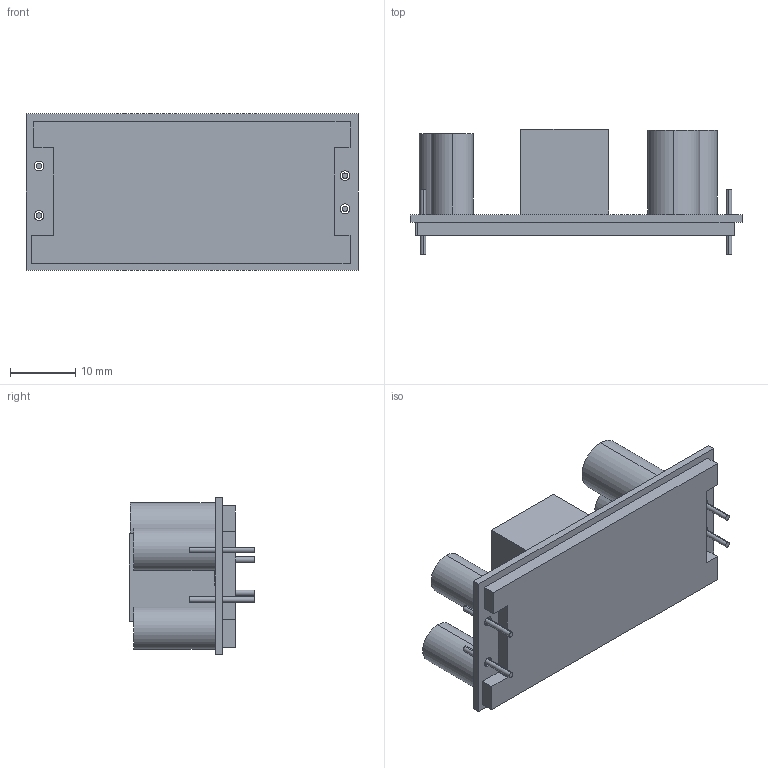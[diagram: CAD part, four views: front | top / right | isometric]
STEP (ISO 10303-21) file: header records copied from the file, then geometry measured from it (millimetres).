
FILE_DESCRIPTION (( 'STEP AP214' ), '1' );
FILE_NAME ('12V0.STEP', '2023-06-01T01:46:49', ( '' ), ( '' ), 'SwSTEP 2.0', 'SolidWorks 2016', '' );
FILE_SCHEMA (( 'AUTOMOTIVE_DESIGN' ));
Length unit declared in the file: millimetre
Products named in the file (1): 12V0
Bounding box: 51 x 19.3 x 24 mm (x, y, z)
Volume: 7882.3 mm3; surface area: 4918.6 mm2
Topology: 5 solids, 5 shells, 142 faces, 354 edges, 236 vertices
Faces by surface type: plane 80, bspline 38, cylinder 24
Entity records: 6409 total; most frequent: CARTESIAN_POINT 3059, ORIENTED_EDGE 708, DIRECTION 536, EDGE_CURVE 354, VERTEX_POINT 236, VECTOR 230, LINE 230, EDGE_LOOP 164
